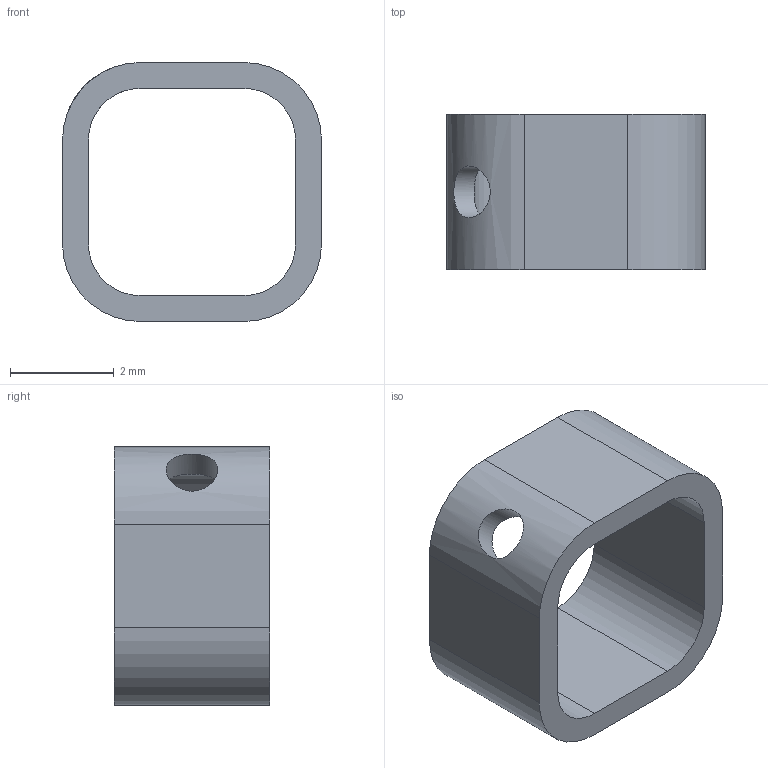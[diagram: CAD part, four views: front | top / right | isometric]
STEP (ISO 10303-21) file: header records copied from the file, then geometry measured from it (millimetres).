
FILE_DESCRIPTION(/* description */ (''),/* implementation_level */ '2;1');
FILE_NAME(/* name */ 'Objective_Module_Sleeve.step',/* time_stamp */ '2020-05-28T20:38:50-07:00',/* author */ (''),/* organization */ (''),/* preprocessor_version */ 'ST-DEVELOPER v18',/* originating_system */ 'Autodesk Translation Framework v8.12.0.6',/* authorisation */ '');
FILE_SCHEMA (('AUTOMOTIVE_DESIGN { 1 0 10303 214 3 1 1 }'));
Length unit declared in the file: millimetre
Products named in the file (1): Objective_Module_Sleeve
Bounding box: 5 x 3 x 5 mm (x, y, z)
Volume: 23.4 mm3; surface area: 111 mm2
Topology: 1 solids, 1 shells, 19 faces, 54 edges, 37 vertices
Faces by surface type: plane 10, cylinder 9
Full cylindrical faces by diameter (mm): 1 x1
Entity records: 733 total; most frequent: CARTESIAN_POINT 185, ORIENTED_EDGE 108, DIRECTION 105, EDGE_CURVE 54, VERTEX_POINT 37, AXIS2_PLACEMENT_3D 36, LINE 33, VECTOR 33
